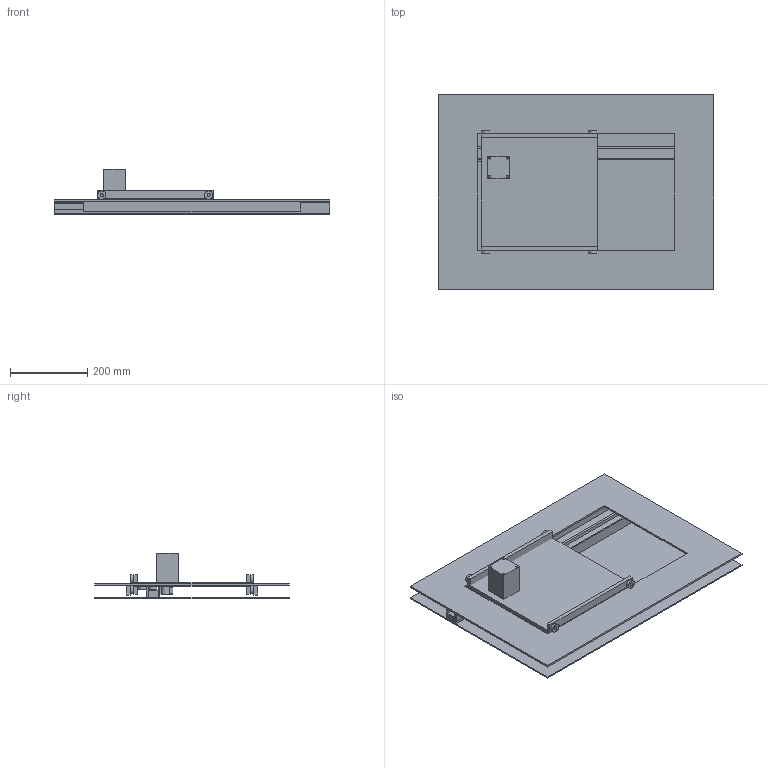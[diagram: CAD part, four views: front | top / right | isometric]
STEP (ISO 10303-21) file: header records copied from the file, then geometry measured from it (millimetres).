
FILE_DESCRIPTION(/* description */ (''),/* implementation_level */ '2;1');
FILE_NAME(/* name */ 'y-table.step',/* time_stamp */ '2018-07-29T12:56:44-04:00',/* author */ (''),/* organization */ (''),/* preprocessor_version */ 'ST-DEVELOPER v17',/* originating_system */ 'Autodesk Translation Framework v7.1.0.215',/* authorisation */ '');
FILE_SCHEMA (('AUTOMOTIVE_DESIGN { 1 0 10303 214 3 1 1 }'));
Length unit declared in the file: millimetre
Products named in the file (1): One Stiff Axis
Bounding box: 710 x 502 x 118.07 mm (x, y, z)
Volume: 4317594.1 mm3; surface area: 1712184.7 mm2
Topology: 27 solids, 27 shells, 156 faces, 306 edges, 204 vertices
Faces by surface type: plane 112, cylinder 44
Full cylindrical faces by diameter (mm): 4.5 x8, 8 x14, 22 x14, 25.465 x1, 38.1 x1
Entity records: 4119 total; most frequent: DIRECTION 708, CARTESIAN_POINT 667, ORIENTED_EDGE 612, EDGE_CURVE 306, AXIS2_PLACEMENT_3D 245, LINE 218, VECTOR 218, EDGE_LOOP 206
